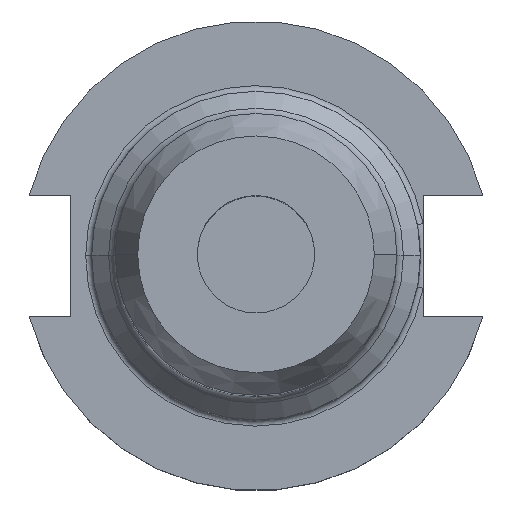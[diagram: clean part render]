
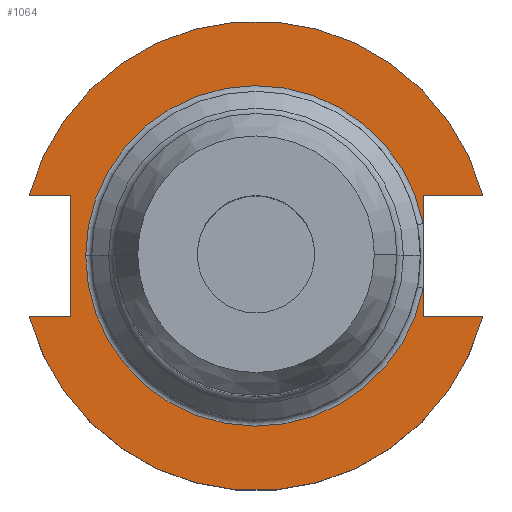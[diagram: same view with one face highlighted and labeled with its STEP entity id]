
A CAD part, top view. The second image highlights one B-rep face of the part: STEP entity #1064.
In plain terms, the highlighted planar face has unit normal (0, 0, 1).
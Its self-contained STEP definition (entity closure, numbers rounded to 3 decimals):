
#32 = VERTEX_POINT ( 'NONE', #562 ) ;
#54 = EDGE_CURVE ( 'NONE', #828, #969, #1631, .T. ) ;
#91 = AXIS2_PLACEMENT_3D ( 'NONE', #96, #200, #205 ) ;
#96 = CARTESIAN_POINT ( 'NONE',  ( 0., 0., 19.05 ) ) ;
#117 = CARTESIAN_POINT ( 'NONE',  ( 22.606, -4.373, 19.05 ) ) ;
#124 = VERTEX_POINT ( 'NONE', #230 ) ;
#130 = DIRECTION ( 'NONE',  ( -1., 0., 0. ) ) ;
#136 = AXIS2_PLACEMENT_3D ( 'NONE', #1423, #1542, #1559 ) ;
#139 = DIRECTION ( 'NONE',  ( 0., 0., -1. ) ) ;
#159 = CARTESIAN_POINT ( 'NONE',  ( 0., 0., 19.05 ) ) ;
#179 = CARTESIAN_POINT ( 'NONE',  ( -25.091, 8.191, 19.05 ) ) ;
#195 = LINE ( 'NONE', #787, #1584 ) ;
#200 = DIRECTION ( 'NONE',  ( 0., 0., -1. ) ) ;
#205 = DIRECTION ( 'NONE',  ( -1., 0., 0. ) ) ;
#230 = CARTESIAN_POINT ( 'NONE',  ( 22.606, 8.191, 19.05 ) ) ;
#251 = CARTESIAN_POINT ( 'NONE',  ( -25.091, 8.191, 19.05 ) ) ;
#256 = DIRECTION ( 'NONE',  ( 0., -1., 0. ) ) ;
#281 = EDGE_CURVE ( 'NONE', #1011, #328, #587, .T. ) ;
#328 = VERTEX_POINT ( 'NONE', #616 ) ;
#349 = VECTOR ( 'NONE', #1672, 1000. ) ;
#356 = CARTESIAN_POINT ( 'NONE',  ( 0., 8.191, 19.05 ) ) ;
#362 = CARTESIAN_POINT ( 'NONE',  ( 22.606, 22.225, 19.05 ) ) ;
#366 = DIRECTION ( 'NONE',  ( -1., 0., 0. ) ) ;
#397 = CIRCLE ( 'NONE', #91, 23.025 ) ;
#432 = AXIS2_PLACEMENT_3D ( 'NONE', #159, #139, #130 ) ;
#465 = ORIENTED_EDGE ( 'NONE', *, *, #1514, .T. ) ;
#467 = CARTESIAN_POINT ( 'NONE',  ( -30.675, -8.191, 19.05 ) ) ;
#523 = DIRECTION ( 'NONE',  ( 0., 1., 0. ) ) ;
#528 = FACE_OUTER_BOUND ( 'NONE', #1090, .T. ) ;
#547 = EDGE_CURVE ( 'NONE', #897, #828, #397, .T. ) ;
#562 = CARTESIAN_POINT ( 'NONE',  ( 30.675, 8.191, 19.05 ) ) ;
#587 = LINE ( 'NONE', #1217, #1608 ) ;
#608 = EDGE_CURVE ( 'NONE', #32, #124, #1317, .T. ) ;
#616 = CARTESIAN_POINT ( 'NONE',  ( 30.675, -8.191, 19.05 ) ) ;
#663 = ORIENTED_EDGE ( 'NONE', *, *, #547, .T. ) ;
#719 = LINE ( 'NONE', #1045, #349 ) ;
#742 = LINE ( 'NONE', #251, #1383 ) ;
#750 = DIRECTION ( 'NONE',  ( 1., 0., 0. ) ) ;
#768 = CARTESIAN_POINT ( 'NONE',  ( 0., 0., 19.05 ) ) ;
#787 = CARTESIAN_POINT ( 'NONE',  ( -61.091, -8.191, 19.05 ) ) ;
#789 = LINE ( 'NONE', #1712, #1095 ) ;
#795 = ORIENTED_EDGE ( 'NONE', *, *, #54, .T. ) ;
#811 = CARTESIAN_POINT ( 'NONE',  ( 22.606, 4.373, 19.05 ) ) ;
#828 = VERTEX_POINT ( 'NONE', #1075 ) ;
#838 = ORIENTED_EDGE ( 'NONE', *, *, #1505, .T. ) ;
#868 = DIRECTION ( 'NONE',  ( 1., 0., 0. ) ) ;
#877 = VERTEX_POINT ( 'NONE', #1321 ) ;
#897 = VERTEX_POINT ( 'NONE', #117 ) ;
#900 = VERTEX_POINT ( 'NONE', #179 ) ;
#902 = EDGE_CURVE ( 'NONE', #900, #1756, #742, .T. ) ;
#952 = CIRCLE ( 'NONE', #1510, 31.75 ) ;
#969 = VERTEX_POINT ( 'NONE', #811 ) ;
#974 = EDGE_CURVE ( 'NONE', #1110, #1756, #195, .T. ) ;
#1011 = VERTEX_POINT ( 'NONE', #1123 ) ;
#1013 = ORIENTED_EDGE ( 'NONE', *, *, #608, .F. ) ;
#1020 = VECTOR ( 'NONE', #366, 1000. ) ;
#1045 = CARTESIAN_POINT ( 'NONE',  ( -61.091, 8.191, 19.05 ) ) ;
#1052 = CARTESIAN_POINT ( 'NONE',  ( -25.091, -8.191, 19.05 ) ) ;
#1064 = ADVANCED_FACE ( 'NONE', ( #528 ), #1503, .F. ) ;
#1072 = CARTESIAN_POINT ( 'NONE',  ( 0., 0., 19.05 ) ) ;
#1075 = CARTESIAN_POINT ( 'NONE',  ( -23.025, 0., 19.05 ) ) ;
#1082 = DIRECTION ( 'NONE',  ( 0., 0., 1. ) ) ;
#1090 = EDGE_LOOP ( 'NONE', ( #465, #663, #795, #838, #1013, #1113, #1260, #1350, #1364, #1413, #1630 ) ) ;
#1091 = DIRECTION ( 'NONE',  ( 1., 0., 0. ) ) ;
#1095 = VECTOR ( 'NONE', #1683, 1000. ) ;
#1110 = VERTEX_POINT ( 'NONE', #467 ) ;
#1113 = ORIENTED_EDGE ( 'NONE', *, *, #1744, .T. ) ;
#1116 = EDGE_CURVE ( 'NONE', #877, #900, #719, .T. ) ;
#1123 = CARTESIAN_POINT ( 'NONE',  ( 22.606, -8.191, 19.05 ) ) ;
#1217 = CARTESIAN_POINT ( 'NONE',  ( 0., -8.191, 19.05 ) ) ;
#1260 = ORIENTED_EDGE ( 'NONE', *, *, #1116, .T. ) ;
#1261 = EDGE_CURVE ( 'NONE', #1110, #328, #1737, .T. ) ;
#1317 = LINE ( 'NONE', #356, #1020 ) ;
#1321 = CARTESIAN_POINT ( 'NONE',  ( -30.675, 8.191, 19.05 ) ) ;
#1350 = ORIENTED_EDGE ( 'NONE', *, *, #902, .T. ) ;
#1364 = ORIENTED_EDGE ( 'NONE', *, *, #974, .F. ) ;
#1383 = VECTOR ( 'NONE', #256, 1000. ) ;
#1413 = ORIENTED_EDGE ( 'NONE', *, *, #1261, .T. ) ;
#1423 = CARTESIAN_POINT ( 'NONE',  ( 0., 22.225, 19.05 ) ) ;
#1427 = LINE ( 'NONE', #362, #1757 ) ;
#1503 = PLANE ( 'NONE',  #136 ) ;
#1505 = EDGE_CURVE ( 'NONE', #969, #124, #789, .T. ) ;
#1510 = AXIS2_PLACEMENT_3D ( 'NONE', #768, #1730, #750 ) ;
#1514 = EDGE_CURVE ( 'NONE', #1011, #897, #1427, .T. ) ;
#1542 = DIRECTION ( 'NONE',  ( 0., 0., -1. ) ) ;
#1559 = DIRECTION ( 'NONE',  ( -1., 0., 0. ) ) ;
#1584 = VECTOR ( 'NONE', #868, 1000. ) ;
#1608 = VECTOR ( 'NONE', #1656, 1000. ) ;
#1630 = ORIENTED_EDGE ( 'NONE', *, *, #281, .F. ) ;
#1631 = CIRCLE ( 'NONE', #432, 23.025 ) ;
#1656 = DIRECTION ( 'NONE',  ( 1., 0., 0. ) ) ;
#1672 = DIRECTION ( 'NONE',  ( 1., 0., 0. ) ) ;
#1683 = DIRECTION ( 'NONE',  ( 0., 1., 0. ) ) ;
#1712 = CARTESIAN_POINT ( 'NONE',  ( 22.606, 22.225, 19.05 ) ) ;
#1730 = DIRECTION ( 'NONE',  ( 0., 0., 1. ) ) ;
#1737 = CIRCLE ( 'NONE', #1766, 31.75 ) ;
#1744 = EDGE_CURVE ( 'NONE', #32, #877, #952, .T. ) ;
#1756 = VERTEX_POINT ( 'NONE', #1052 ) ;
#1757 = VECTOR ( 'NONE', #523, 1000. ) ;
#1766 = AXIS2_PLACEMENT_3D ( 'NONE', #1072, #1082, #1091 ) ;
